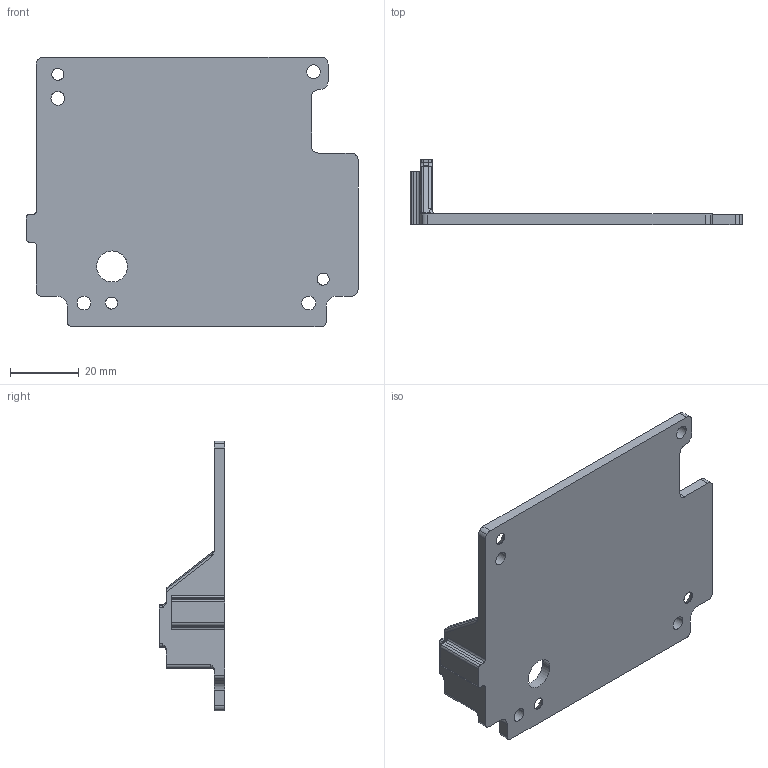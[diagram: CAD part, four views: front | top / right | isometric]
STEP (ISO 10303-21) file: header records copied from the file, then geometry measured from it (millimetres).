
FILE_DESCRIPTION(('STEP AP214'),'1');
FILE_NAME('panel_LP785060.stp','2025-11-10T19:12:30',(' '),(' '),'Spatial InterOp 3D',' ',' ');
FILE_SCHEMA(('AUTOMOTIVE_DESIGN { 1 0 10303 214 1 1 1 1 }'));
Length unit declared in the file: millimetre
Products named in the file (1): panel_LP785060
Bounding box: 96.5 x 19 x 78.4 mm (x, y, z)
Volume: 20325.8 mm3; surface area: 15867.1 mm2
Topology: 1 solids, 1 shells, 149 faces, 432 edges, 285 vertices
Faces by surface type: cylinder 97, plane 37, cone 6, torus 6, bspline 3
Entity records: 7145 total; most frequent: CARTESIAN_POINT 2989, DIRECTION 922, ORIENTED_EDGE 864, EDGE_CURVE 432, AXIS2_PLACEMENT_3D 358, VERTEX_POINT 285, CIRCLE 207, LINE 206
